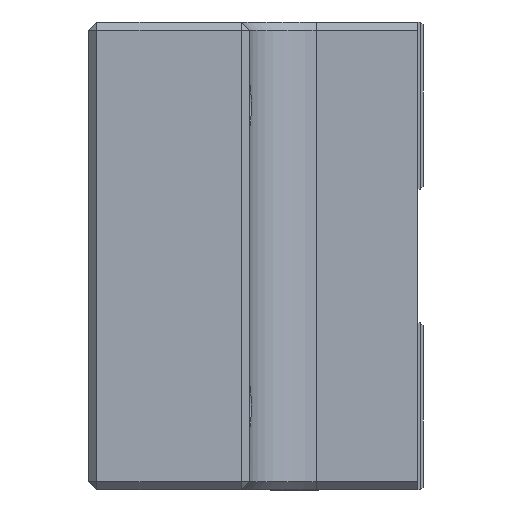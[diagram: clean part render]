
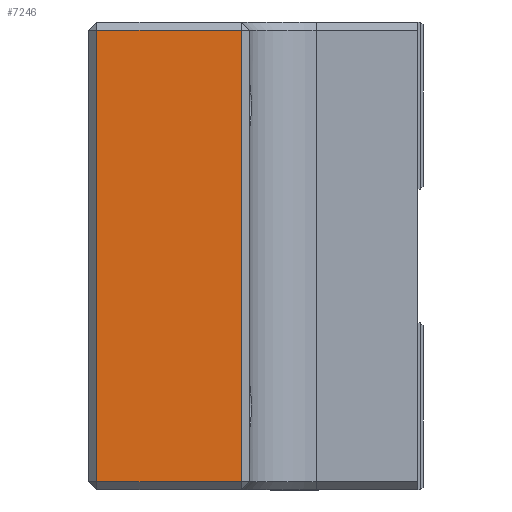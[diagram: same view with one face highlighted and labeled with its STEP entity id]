
A CAD part, left-side view. The second image highlights one B-rep face of the part: STEP entity #7246.
In plain terms, the highlighted planar face has unit normal (-1, 0, 0).
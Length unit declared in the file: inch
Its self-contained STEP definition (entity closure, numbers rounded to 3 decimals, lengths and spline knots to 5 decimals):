
#190 = AXIS2_PLACEMENT_3D ( 'NONE', #3421, #3423, #3425 ) ;
#282 = ORIENTED_EDGE ( 'NONE', *, *, #4208, .T. ) ;
#328 = ORIENTED_EDGE ( 'NONE', *, *, #4209, .T. ) ;
#374 = ORIENTED_EDGE ( 'NONE', *, *, #4210, .T. ) ;
#405 = ORIENTED_EDGE ( 'NONE', *, *, #4211, .T. ) ;
#1570 = EDGE_LOOP ( 'NONE', ( #282, #328, #374, #405 ) ) ;
#1803 = LINE ( 'NONE', #5511, #1805 ) ;
#1805 = VECTOR ( 'NONE', #5512, 39.37008 ) ;
#1806 = LINE ( 'NONE', #5513, #1807 ) ;
#1807 = VECTOR ( 'NONE', #5514, 39.37008 ) ;
#1808 = LINE ( 'NONE', #5515, #1809 ) ;
#1809 = VECTOR ( 'NONE', #5516, 39.37008 ) ;
#1810 = LINE ( 'NONE', #5538, #1811 ) ;
#1811 = VECTOR ( 'NONE', #5539, 39.37008 ) ;
#3419 = PLANE ( 'NONE',  #190 ) ;
#3421 = CARTESIAN_POINT ( 'NONE',  ( -7.125, 2.5, 1.75 ) ) ;
#3423 = DIRECTION ( 'NONE',  ( 1., 0., 0. ) ) ;
#3425 = DIRECTION ( 'NONE',  ( 0., 1., 0. ) ) ;
#4208 = EDGE_CURVE ( 'NONE', #7402, #7396, #1803, .T. ) ;
#4209 = EDGE_CURVE ( 'NONE', #7396, #7398, #1806, .T. ) ;
#4210 = EDGE_CURVE ( 'NONE', #7398, #7415, #1808, .T. ) ;
#4211 = EDGE_CURVE ( 'NONE', #7415, #7402, #1810, .T. ) ;
#5014 = CARTESIAN_POINT ( 'NONE',  ( -7.125, 1.36, -1.69 ) ) ;
#5016 = CARTESIAN_POINT ( 'NONE',  ( -7.125, 1.36, 1.69 ) ) ;
#5020 = CARTESIAN_POINT ( 'NONE',  ( -7.125, 2.44, -1.69 ) ) ;
#5033 = CARTESIAN_POINT ( 'NONE',  ( -7.125, 2.44, 1.69 ) ) ;
#5511 = CARTESIAN_POINT ( 'NONE',  ( -7.125, 2.5, -1.69 ) ) ;
#5512 = DIRECTION ( 'NONE',  ( 0., -1., 0. ) ) ;
#5513 = CARTESIAN_POINT ( 'NONE',  ( -7.125, 1.36, 1.75 ) ) ;
#5514 = DIRECTION ( 'NONE',  ( 0., 0., 1. ) ) ;
#5515 = CARTESIAN_POINT ( 'NONE',  ( -7.125, 2.5, 1.69 ) ) ;
#5516 = DIRECTION ( 'NONE',  ( 0., 1., 0. ) ) ;
#5538 = CARTESIAN_POINT ( 'NONE',  ( -7.125, 2.44, 1.75 ) ) ;
#5539 = DIRECTION ( 'NONE',  ( 0., 0., -1. ) ) ;
#5683 = FACE_OUTER_BOUND ( 'NONE', #1570, .T. ) ;
#7246 = ADVANCED_FACE ( 'NONE', ( #5683 ), #3419, .F. ) ;
#7396 = VERTEX_POINT ( 'NONE', #5014 ) ;
#7398 = VERTEX_POINT ( 'NONE', #5016 ) ;
#7402 = VERTEX_POINT ( 'NONE', #5020 ) ;
#7415 = VERTEX_POINT ( 'NONE', #5033 ) ;
